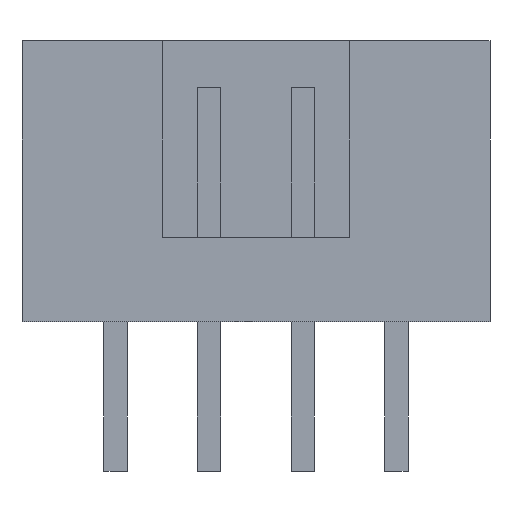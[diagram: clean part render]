
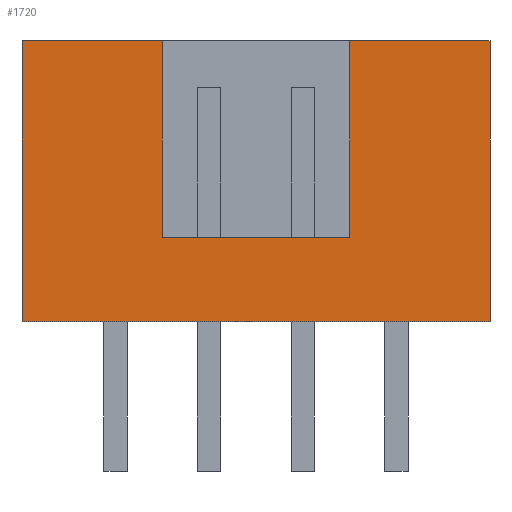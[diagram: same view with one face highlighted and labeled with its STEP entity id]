
A CAD part, front view. The second image highlights one B-rep face of the part: STEP entity #1720.
In plain terms, the highlighted planar face has unit normal (0, -1, 0).
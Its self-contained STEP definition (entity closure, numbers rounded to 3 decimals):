
#93 = EDGE_CURVE ( 'NONE', #181, #97, #2051, .T. ) ;
#97 = VERTEX_POINT ( 'NONE', #704 ) ;
#130 = DIRECTION ( 'NONE',  ( 0., 0., -1. ) ) ;
#136 = LINE ( 'NONE', #2082, #2411 ) ;
#181 = VERTEX_POINT ( 'NONE', #2196 ) ;
#249 = CARTESIAN_POINT ( 'NONE',  ( -5., -2.375, 0. ) ) ;
#264 = DIRECTION ( 'NONE',  ( 0., 0., -1. ) ) ;
#278 = EDGE_CURVE ( 'NONE', #934, #1283, #1228, .T. ) ;
#303 = VERTEX_POINT ( 'NONE', #1845 ) ;
#434 = EDGE_CURVE ( 'NONE', #97, #303, #136, .T. ) ;
#472 = VECTOR ( 'NONE', #2042, 1000. ) ;
#515 = ORIENTED_EDGE ( 'NONE', *, *, #820, .T. ) ;
#518 = CARTESIAN_POINT ( 'NONE',  ( 2., -2.375, 23.071 ) ) ;
#542 = CARTESIAN_POINT ( 'NONE',  ( 2., -2.375, 6. ) ) ;
#644 = ORIENTED_EDGE ( 'NONE', *, *, #1742, .T. ) ;
#664 = CARTESIAN_POINT ( 'NONE',  ( 5., -2.375, 6. ) ) ;
#665 = DIRECTION ( 'NONE',  ( 0., 0., 1. ) ) ;
#684 = VECTOR ( 'NONE', #130, 1000. ) ;
#704 = CARTESIAN_POINT ( 'NONE',  ( -2., -2.375, 1.8 ) ) ;
#720 = VERTEX_POINT ( 'NONE', #664 ) ;
#728 = CARTESIAN_POINT ( 'NONE',  ( 2., -2.375, 6. ) ) ;
#742 = CARTESIAN_POINT ( 'NONE',  ( -5., -2.375, 1.8 ) ) ;
#779 = ORIENTED_EDGE ( 'NONE', *, *, #1511, .F. ) ;
#819 = CARTESIAN_POINT ( 'NONE',  ( 5., -2.375, 1.8 ) ) ;
#820 = EDGE_CURVE ( 'NONE', #2297, #303, #2172, .T. ) ;
#851 = PLANE ( 'NONE',  #2107 ) ;
#934 = VERTEX_POINT ( 'NONE', #1467 ) ;
#954 = ORIENTED_EDGE ( 'NONE', *, *, #93, .F. ) ;
#967 = DIRECTION ( 'NONE',  ( 1., 0., 0. ) ) ;
#968 = DIRECTION ( 'NONE',  ( 1., 0., 0. ) ) ;
#1014 = LINE ( 'NONE', #819, #1461 ) ;
#1016 = CARTESIAN_POINT ( 'NONE',  ( -2., -2.375, 6. ) ) ;
#1126 = VECTOR ( 'NONE', #2145, 1000. ) ;
#1228 = LINE ( 'NONE', #742, #472 ) ;
#1260 = CARTESIAN_POINT ( 'NONE',  ( -2., -2.375, 23.071 ) ) ;
#1283 = VERTEX_POINT ( 'NONE', #249 ) ;
#1302 = CARTESIAN_POINT ( 'NONE',  ( 5., -2.375, 0. ) ) ;
#1356 = LINE ( 'NONE', #1016, #1805 ) ;
#1380 = ORIENTED_EDGE ( 'NONE', *, *, #2088, .F. ) ;
#1394 = ORIENTED_EDGE ( 'NONE', *, *, #278, .T. ) ;
#1437 = LINE ( 'NONE', #2317, #1126 ) ;
#1461 = VECTOR ( 'NONE', #264, 1000. ) ;
#1465 = FACE_OUTER_BOUND ( 'NONE', #1785, .T. ) ;
#1467 = CARTESIAN_POINT ( 'NONE',  ( -5., -2.375, 6. ) ) ;
#1475 = VERTEX_POINT ( 'NONE', #1302 ) ;
#1511 = EDGE_CURVE ( 'NONE', #2297, #720, #2057, .T. ) ;
#1654 = ORIENTED_EDGE ( 'NONE', *, *, #434, .F. ) ;
#1720 = ADVANCED_FACE ( 'NONE', ( #1465 ), #851, .F. ) ;
#1742 = EDGE_CURVE ( 'NONE', #1283, #1475, #1437, .T. ) ;
#1785 = EDGE_LOOP ( 'NONE', ( #644, #1380, #779, #515, #1654, #954, #2041, #1394 ) ) ;
#1798 = CARTESIAN_POINT ( 'NONE',  ( -5., -2.375, 1.8 ) ) ;
#1805 = VECTOR ( 'NONE', #2122, 1000. ) ;
#1807 = DIRECTION ( 'NONE',  ( 0., 1., 0. ) ) ;
#1843 = DIRECTION ( 'NONE',  ( 0., 0., -1. ) ) ;
#1845 = CARTESIAN_POINT ( 'NONE',  ( 2., -2.375, 1.8 ) ) ;
#2041 = ORIENTED_EDGE ( 'NONE', *, *, #2104, .F. ) ;
#2042 = DIRECTION ( 'NONE',  ( 0., 0., -1. ) ) ;
#2051 = LINE ( 'NONE', #1260, #684 ) ;
#2057 = LINE ( 'NONE', #728, #2094 ) ;
#2082 = CARTESIAN_POINT ( 'NONE',  ( -5., -2.375, 1.8 ) ) ;
#2088 = EDGE_CURVE ( 'NONE', #720, #1475, #1014, .T. ) ;
#2094 = VECTOR ( 'NONE', #968, 1000. ) ;
#2104 = EDGE_CURVE ( 'NONE', #934, #181, #1356, .T. ) ;
#2107 = AXIS2_PLACEMENT_3D ( 'NONE', #1798, #1807, #665 ) ;
#2122 = DIRECTION ( 'NONE',  ( 1., 0., 0. ) ) ;
#2145 = DIRECTION ( 'NONE',  ( 1., 0., 0. ) ) ;
#2172 = LINE ( 'NONE', #518, #2224 ) ;
#2196 = CARTESIAN_POINT ( 'NONE',  ( -2., -2.375, 6. ) ) ;
#2224 = VECTOR ( 'NONE', #1843, 1000. ) ;
#2297 = VERTEX_POINT ( 'NONE', #542 ) ;
#2317 = CARTESIAN_POINT ( 'NONE',  ( -5., -2.375, 0. ) ) ;
#2411 = VECTOR ( 'NONE', #967, 1000. ) ;
